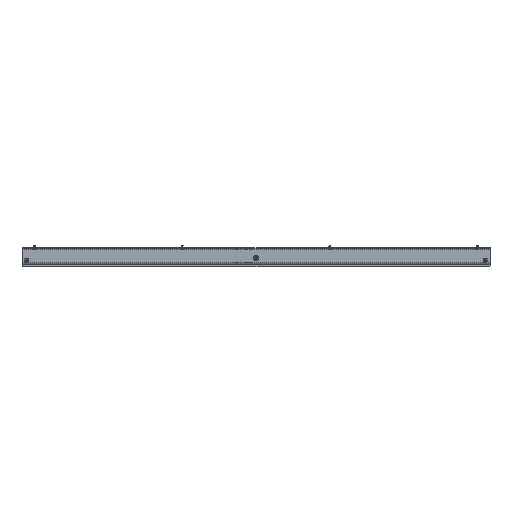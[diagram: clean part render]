
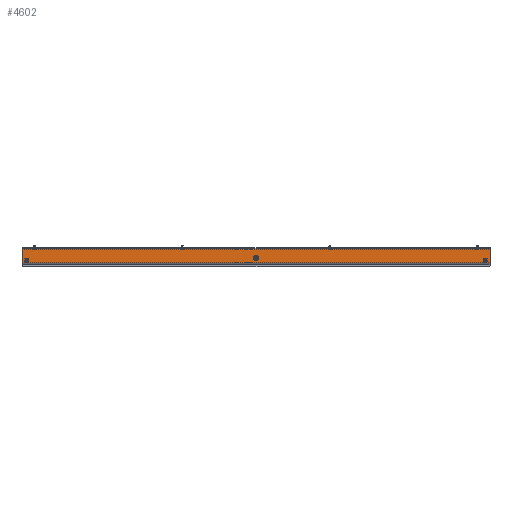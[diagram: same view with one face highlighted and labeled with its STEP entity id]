
A CAD part, left-side view. The second image highlights one B-rep face of the part: STEP entity #4602.
In plain terms, the highlighted planar face has unit normal (-1, 0, 0).
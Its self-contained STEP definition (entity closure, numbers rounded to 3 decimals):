
#45 = ORIENTED_EDGE ( 'NONE', *, *, #2516, .T. ) ;
#70 = DIRECTION ( 'NONE',  ( 0., 1., 0. ) ) ;
#251 = DIRECTION ( 'NONE',  ( 0., 0., 1. ) ) ;
#252 = CARTESIAN_POINT ( 'NONE',  ( 8., 742.75, -32.26 ) ) ;
#293 = DIRECTION ( 'NONE',  ( 0., -1., 0. ) ) ;
#530 = VERTEX_POINT ( 'NONE', #592 ) ;
#592 = CARTESIAN_POINT ( 'NONE',  ( 8., 0.475, -30. ) ) ;
#612 = FACE_BOUND ( 'NONE', #9405, .T. ) ;
#658 = LINE ( 'NONE', #5841, #2157 ) ;
#680 = VECTOR ( 'NONE', #9686, 1000. ) ;
#750 = CARTESIAN_POINT ( 'NONE',  ( 8., -733.25, -41.76 ) ) ;
#806 = LINE ( 'NONE', #6257, #1759 ) ;
#873 = EDGE_CURVE ( 'NONE', #3380, #2034, #10932, .T. ) ;
#1036 = CARTESIAN_POINT ( 'NONE',  ( 8., -753.5, 0. ) ) ;
#1116 = LINE ( 'NONE', #252, #4962 ) ;
#1224 = VERTEX_POINT ( 'NONE', #10324 ) ;
#1283 = VECTOR ( 'NONE', #2633, 1000. ) ;
#1418 = LINE ( 'NONE', #8541, #10563 ) ;
#1500 = AXIS2_PLACEMENT_3D ( 'NONE', #11279, #3316, #3239 ) ;
#1759 = VECTOR ( 'NONE', #7945, 1000. ) ;
#1776 = CARTESIAN_POINT ( 'NONE',  ( 8., 753.5, -2. ) ) ;
#1797 = CARTESIAN_POINT ( 'NONE',  ( 8., 742.75, -41.76 ) ) ;
#1950 = EDGE_CURVE ( 'NONE', #4255, #7541, #658, .T. ) ;
#1956 = VERTEX_POINT ( 'NONE', #3205 ) ;
#2034 = VERTEX_POINT ( 'NONE', #7602 ) ;
#2071 = VERTEX_POINT ( 'NONE', #750 ) ;
#2157 = VECTOR ( 'NONE', #9392, 1000. ) ;
#2474 = DIRECTION ( 'NONE',  ( 0., 0., -1. ) ) ;
#2516 = EDGE_CURVE ( 'NONE', #7124, #530, #7425, .T. ) ;
#2593 = CARTESIAN_POINT ( 'NONE',  ( 8., -733.25, -32.26 ) ) ;
#2607 = VECTOR ( 'NONE', #70, 1000. ) ;
#2633 = DIRECTION ( 'NONE',  ( 0., 0., -1. ) ) ;
#3047 = EDGE_CURVE ( 'NONE', #2071, #4255, #6449, .T. ) ;
#3180 = EDGE_LOOP ( 'NONE', ( #9504, #4861, #10200, #4721 ) ) ;
#3205 = CARTESIAN_POINT ( 'NONE',  ( 8., 742.75, -32.26 ) ) ;
#3239 = DIRECTION ( 'NONE',  ( 0., -1., 0. ) ) ;
#3249 = CARTESIAN_POINT ( 'NONE',  ( 8., -753.5, -50. ) ) ;
#3296 = VERTEX_POINT ( 'NONE', #10687 ) ;
#3316 = DIRECTION ( 'NONE',  ( 1., 0., 0. ) ) ;
#3380 = VERTEX_POINT ( 'NONE', #9018 ) ;
#3381 = LINE ( 'NONE', #3249, #5202 ) ;
#3415 = ORIENTED_EDGE ( 'NONE', *, *, #7152, .F. ) ;
#3615 = DIRECTION ( 'NONE',  ( 0., 1., 0. ) ) ;
#3652 = ORIENTED_EDGE ( 'NONE', *, *, #1950, .F. ) ;
#3718 = EDGE_CURVE ( 'NONE', #2034, #8219, #3381, .T. ) ;
#3827 = CARTESIAN_POINT ( 'NONE',  ( 8., -742.75, -41.76 ) ) ;
#3832 = LINE ( 'NONE', #6295, #5356 ) ;
#4118 = EDGE_CURVE ( 'NONE', #530, #7124, #8944, .T. ) ;
#4179 = DIRECTION ( 'NONE',  ( 0., 0., 1. ) ) ;
#4191 = ORIENTED_EDGE ( 'NONE', *, *, #5030, .T. ) ;
#4255 = VERTEX_POINT ( 'NONE', #3827 ) ;
#4268 = CARTESIAN_POINT ( 'NONE',  ( 8., 753.5, -46. ) ) ;
#4416 = ORIENTED_EDGE ( 'NONE', *, *, #4118, .T. ) ;
#4602 = ADVANCED_FACE ( 'NONE', ( #10583, #7674, #5987, #612 ), #10857, .T. ) ;
#4651 = CARTESIAN_POINT ( 'NONE',  ( 8., 742.75, -41.76 ) ) ;
#4667 = DIRECTION ( 'NONE',  ( 0., -1., 0. ) ) ;
#4721 = ORIENTED_EDGE ( 'NONE', *, *, #10867, .T. ) ;
#4812 = VERTEX_POINT ( 'NONE', #7834 ) ;
#4861 = ORIENTED_EDGE ( 'NONE', *, *, #11278, .T. ) ;
#4962 = VECTOR ( 'NONE', #293, 1000. ) ;
#4973 = LINE ( 'NONE', #1797, #2607 ) ;
#4974 = DIRECTION ( 'NONE',  ( 1., 0., 0. ) ) ;
#5030 = EDGE_CURVE ( 'NONE', #1224, #8219, #8235, .T. ) ;
#5154 = ORIENTED_EDGE ( 'NONE', *, *, #873, .F. ) ;
#5181 = CARTESIAN_POINT ( 'NONE',  ( 8., -753.5, -46. ) ) ;
#5202 = VECTOR ( 'NONE', #2474, 1000. ) ;
#5294 = VECTOR ( 'NONE', #11364, 1000. ) ;
#5356 = VECTOR ( 'NONE', #3615, 1000. ) ;
#5506 = EDGE_CURVE ( 'NONE', #1224, #3380, #1418, .T. ) ;
#5841 = CARTESIAN_POINT ( 'NONE',  ( 8., -742.75, -32.26 ) ) ;
#5987 = FACE_BOUND ( 'NONE', #3180, .T. ) ;
#6211 = VERTEX_POINT ( 'NONE', #8410 ) ;
#6257 = CARTESIAN_POINT ( 'NONE',  ( 8., 733.25, -32.26 ) ) ;
#6285 = CARTESIAN_POINT ( 'NONE',  ( 8., -0.475, -30. ) ) ;
#6295 = CARTESIAN_POINT ( 'NONE',  ( 8., -742.75, -32.26 ) ) ;
#6329 = LINE ( 'NONE', #6646, #10895 ) ;
#6448 = VERTEX_POINT ( 'NONE', #4651 ) ;
#6449 = LINE ( 'NONE', #6813, #8678 ) ;
#6646 = CARTESIAN_POINT ( 'NONE',  ( 8., 742.75, -32.26 ) ) ;
#6656 = AXIS2_PLACEMENT_3D ( 'NONE', #1036, #9117, #251 ) ;
#6759 = CARTESIAN_POINT ( 'NONE',  ( 8., 0., -30. ) ) ;
#6813 = CARTESIAN_POINT ( 'NONE',  ( 8., -742.75, -41.76 ) ) ;
#7124 = VERTEX_POINT ( 'NONE', #6285 ) ;
#7152 = EDGE_CURVE ( 'NONE', #6211, #2071, #11256, .T. ) ;
#7425 = CIRCLE ( 'NONE', #1500, 0.475 ) ;
#7541 = VERTEX_POINT ( 'NONE', #9498 ) ;
#7602 = CARTESIAN_POINT ( 'NONE',  ( 8., -753.5, -2. ) ) ;
#7674 = FACE_OUTER_BOUND ( 'NONE', #7768, .T. ) ;
#7768 = EDGE_LOOP ( 'NONE', ( #11238, #4191, #10765, #5154 ) ) ;
#7834 = CARTESIAN_POINT ( 'NONE',  ( 8., 733.25, -32.26 ) ) ;
#7945 = DIRECTION ( 'NONE',  ( 0., 0., -1. ) ) ;
#8219 = VERTEX_POINT ( 'NONE', #5181 ) ;
#8235 = LINE ( 'NONE', #4268, #5294 ) ;
#8410 = CARTESIAN_POINT ( 'NONE',  ( 8., -733.25, -32.26 ) ) ;
#8541 = CARTESIAN_POINT ( 'NONE',  ( 8., 753.5, 0. ) ) ;
#8565 = DIRECTION ( 'NONE',  ( 0., -1., 0. ) ) ;
#8678 = VECTOR ( 'NONE', #8565, 1000. ) ;
#8762 = ORIENTED_EDGE ( 'NONE', *, *, #10884, .F. ) ;
#8944 = CIRCLE ( 'NONE', #10216, 0.475 ) ;
#9018 = CARTESIAN_POINT ( 'NONE',  ( 8., 753.5, -2. ) ) ;
#9021 = EDGE_CURVE ( 'NONE', #3296, #6448, #4973, .T. ) ;
#9117 = DIRECTION ( 'NONE',  ( -1., 0., 0. ) ) ;
#9130 = EDGE_CURVE ( 'NONE', #1956, #4812, #1116, .T. ) ;
#9319 = DIRECTION ( 'NONE',  ( 0., 0., 1. ) ) ;
#9392 = DIRECTION ( 'NONE',  ( 0., 0., 1. ) ) ;
#9405 = EDGE_LOOP ( 'NONE', ( #45, #4416 ) ) ;
#9498 = CARTESIAN_POINT ( 'NONE',  ( 8., -742.75, -32.26 ) ) ;
#9504 = ORIENTED_EDGE ( 'NONE', *, *, #9021, .T. ) ;
#9686 = DIRECTION ( 'NONE',  ( 0., -1., 0. ) ) ;
#10200 = ORIENTED_EDGE ( 'NONE', *, *, #9130, .T. ) ;
#10216 = AXIS2_PLACEMENT_3D ( 'NONE', #6759, #4974, #4667 ) ;
#10324 = CARTESIAN_POINT ( 'NONE',  ( 8., 753.5, -46. ) ) ;
#10563 = VECTOR ( 'NONE', #4179, 1000. ) ;
#10583 = FACE_BOUND ( 'NONE', #10870, .T. ) ;
#10687 = CARTESIAN_POINT ( 'NONE',  ( 8., 733.25, -41.76 ) ) ;
#10719 = ORIENTED_EDGE ( 'NONE', *, *, #3047, .F. ) ;
#10765 = ORIENTED_EDGE ( 'NONE', *, *, #3718, .F. ) ;
#10857 = PLANE ( 'NONE',  #6656 ) ;
#10867 = EDGE_CURVE ( 'NONE', #4812, #3296, #806, .T. ) ;
#10870 = EDGE_LOOP ( 'NONE', ( #3652, #10719, #3415, #8762 ) ) ;
#10884 = EDGE_CURVE ( 'NONE', #7541, #6211, #3832, .T. ) ;
#10895 = VECTOR ( 'NONE', #9319, 1000. ) ;
#10932 = LINE ( 'NONE', #1776, #680 ) ;
#11238 = ORIENTED_EDGE ( 'NONE', *, *, #5506, .F. ) ;
#11256 = LINE ( 'NONE', #2593, #1283 ) ;
#11278 = EDGE_CURVE ( 'NONE', #6448, #1956, #6329, .T. ) ;
#11279 = CARTESIAN_POINT ( 'NONE',  ( 8., 0., -30. ) ) ;
#11364 = DIRECTION ( 'NONE',  ( 0., -1., 0. ) ) ;
